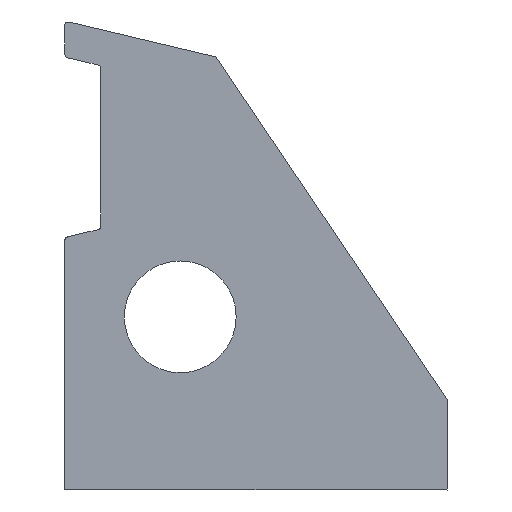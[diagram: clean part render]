
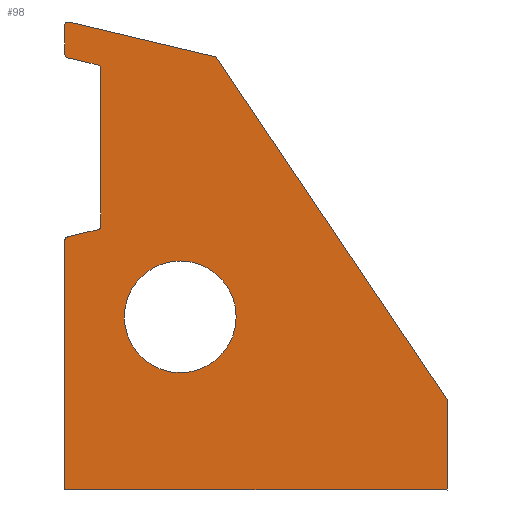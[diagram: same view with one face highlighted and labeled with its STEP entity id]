
A CAD part, front view. The second image highlights one B-rep face of the part: STEP entity #98.
In plain terms, the highlighted planar face has unit normal (0, -1, 0).
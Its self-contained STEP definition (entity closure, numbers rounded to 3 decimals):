
#1 = DIRECTION ( 'NONE',  ( 0., 0., 1. ) ) ;
#15 = EDGE_CURVE ( 'NONE', #67, #580, #499, .T. ) ;
#20 = LINE ( 'NONE', #390, #566 ) ;
#22 = EDGE_CURVE ( 'NONE', #372, #158, #489, .T. ) ;
#31 = DIRECTION ( 'NONE',  ( 0., 0., 1. ) ) ;
#38 = DIRECTION ( 'NONE',  ( 0., 1., 0. ) ) ;
#40 = CARTESIAN_POINT ( 'NONE',  ( -3.1, -2.7, 2.121 ) ) ;
#42 = CARTESIAN_POINT ( 'NONE',  ( 0., -2.7, 0. ) ) ;
#45 = CARTESIAN_POINT ( 'NONE',  ( -2.277, -2.7, 6.98 ) ) ;
#47 = EDGE_CURVE ( 'NONE', #158, #372, #136, .T. ) ;
#49 = CARTESIAN_POINT ( 'NONE',  ( -3.1, -2.7, 8.073 ) ) ;
#52 = ORIENTED_EDGE ( 'NONE', *, *, #77, .F. ) ;
#55 = DIRECTION ( 'NONE',  ( 0.973, 0., 0.232 ) ) ;
#56 = EDGE_CURVE ( 'NONE', #533, #417, #214, .T. ) ;
#57 = VERTEX_POINT ( 'NONE', #414 ) ;
#60 = ORIENTED_EDGE ( 'NONE', *, *, #15, .F. ) ;
#67 = VERTEX_POINT ( 'NONE', #323 ) ;
#76 = DIRECTION ( 'NONE',  ( 0.973, 0., -0.232 ) ) ;
#77 = EDGE_CURVE ( 'NONE', #332, #252, #604, .T. ) ;
#79 = AXIS2_PLACEMENT_3D ( 'NONE', #267, #452, #558 ) ;
#82 = ORIENTED_EDGE ( 'NONE', *, *, #90, .T. ) ;
#84 = CARTESIAN_POINT ( 'NONE',  ( 1., -2.7, 7.2 ) ) ;
#90 = EDGE_CURVE ( 'NONE', #205, #257, #422, .T. ) ;
#93 = LINE ( 'NONE', #334, #544 ) ;
#98 = ADVANCED_FACE ( 'NONE', ( #607, #359 ), #221, .F. ) ;
#99 = DIRECTION ( 'NONE',  ( 0., 1., 0. ) ) ;
#100 = ORIENTED_EDGE ( 'NONE', *, *, #556, .F. ) ;
#104 = DIRECTION ( 'NONE',  ( 0., 1., 0. ) ) ;
#109 = ORIENTED_EDGE ( 'NONE', *, *, #245, .F. ) ;
#117 = ORIENTED_EDGE ( 'NONE', *, *, #191, .T. ) ;
#118 = CARTESIAN_POINT ( 'NONE',  ( 7.4, -2.7, -4.8 ) ) ;
#121 = CARTESIAN_POINT ( 'NONE',  ( -3.077, -2.7, 8.171 ) ) ;
#134 = CARTESIAN_POINT ( 'NONE',  ( -2.3, -2.7, 2.517 ) ) ;
#135 = CARTESIAN_POINT ( 'NONE',  ( -3.2, -2.7, 7.279 ) ) ;
#136 = CIRCLE ( 'NONE', #156, 1.55 ) ;
#146 = LINE ( 'NONE', #524, #365 ) ;
#147 = VERTEX_POINT ( 'NONE', #45 ) ;
#154 = EDGE_CURVE ( 'NONE', #417, #57, #146, .T. ) ;
#156 = AXIS2_PLACEMENT_3D ( 'NONE', #42, #548, #553 ) ;
#158 = VERTEX_POINT ( 'NONE', #377 ) ;
#168 = EDGE_CURVE ( 'NONE', #67, #591, #235, .T. ) ;
#180 = CARTESIAN_POINT ( 'NONE',  ( -2.3, -2.7, 6.883 ) ) ;
#185 = DIRECTION ( 'NONE',  ( 0., 0., 1. ) ) ;
#188 = EDGE_LOOP ( 'NONE', ( #100, #82, #539, #254, #440, #210, #52, #593, #321, #198, #109, #117, #60, #343 ) ) ;
#189 = DIRECTION ( 'NONE',  ( 0., 0., 1. ) ) ;
#191 = EDGE_CURVE ( 'NONE', #147, #580, #215, .T. ) ;
#198 = ORIENTED_EDGE ( 'NONE', *, *, #270, .T. ) ;
#199 = DIRECTION ( 'NONE',  ( 0., 0., 1. ) ) ;
#205 = VERTEX_POINT ( 'NONE', #516 ) ;
#210 = ORIENTED_EDGE ( 'NONE', *, *, #436, .F. ) ;
#212 = ORIENTED_EDGE ( 'NONE', *, *, #47, .T. ) ;
#213 = CARTESIAN_POINT ( 'NONE',  ( -3.2, -2.7, 2.121 ) ) ;
#214 = LINE ( 'NONE', #510, #577 ) ;
#215 = CIRCLE ( 'NONE', #306, 0.1 ) ;
#221 = PLANE ( 'NONE',  #79 ) ;
#225 = AXIS2_PLACEMENT_3D ( 'NONE', #49, #420, #1 ) ;
#226 = DIRECTION ( 'NONE',  ( 0., 0., -1. ) ) ;
#227 = LINE ( 'NONE', #557, #536 ) ;
#235 = CIRCLE ( 'NONE', #404, 0.1 ) ;
#242 = LINE ( 'NONE', #246, #589 ) ;
#245 = EDGE_CURVE ( 'NONE', #147, #590, #93, .T. ) ;
#246 = CARTESIAN_POINT ( 'NONE',  ( -3.2, -2.7, 8.2 ) ) ;
#252 = VERTEX_POINT ( 'NONE', #471 ) ;
#253 = EDGE_CURVE ( 'NONE', #332, #529, #496, .T. ) ;
#254 = ORIENTED_EDGE ( 'NONE', *, *, #154, .F. ) ;
#257 = VERTEX_POINT ( 'NONE', #213 ) ;
#262 = DIRECTION ( 'NONE',  ( 0., 0., 1. ) ) ;
#267 = CARTESIAN_POINT ( 'NONE',  ( 0., -2.7, 0. ) ) ;
#270 = EDGE_CURVE ( 'NONE', #431, #590, #277, .T. ) ;
#272 = ORIENTED_EDGE ( 'NONE', *, *, #22, .T. ) ;
#277 = CIRCLE ( 'NONE', #357, 0.1 ) ;
#289 = DIRECTION ( 'NONE',  ( -0.973, 0., 0.232 ) ) ;
#304 = CARTESIAN_POINT ( 'NONE',  ( 0., -2.7, 1.55 ) ) ;
#306 = AXIS2_PLACEMENT_3D ( 'NONE', #180, #104, #185 ) ;
#309 = CARTESIAN_POINT ( 'NONE',  ( 0., -2.7, 0. ) ) ;
#312 = DIRECTION ( 'NONE',  ( 0., -1., 0. ) ) ;
#321 = ORIENTED_EDGE ( 'NONE', *, *, #605, .F. ) ;
#323 = CARTESIAN_POINT ( 'NONE',  ( -2.2, -2.7, 2.517 ) ) ;
#332 = VERTEX_POINT ( 'NONE', #121 ) ;
#334 = CARTESIAN_POINT ( 'NONE',  ( -2.2, -2.7, 6.962 ) ) ;
#342 = CARTESIAN_POINT ( 'NONE',  ( -2.2, -2.7, 6.883 ) ) ;
#343 = ORIENTED_EDGE ( 'NONE', *, *, #168, .T. ) ;
#345 = AXIS2_PLACEMENT_3D ( 'NONE', #309, #38, #31 ) ;
#357 = AXIS2_PLACEMENT_3D ( 'NONE', #503, #312, #199 ) ;
#359 = FACE_BOUND ( 'NONE', #551, .T. ) ;
#365 = VECTOR ( 'NONE', #568, 1000. ) ;
#367 = DIRECTION ( 'NONE',  ( 0., 0., 1. ) ) ;
#368 = DIRECTION ( 'NONE',  ( 0.559, 0., -0.829 ) ) ;
#372 = VERTEX_POINT ( 'NONE', #304 ) ;
#377 = CARTESIAN_POINT ( 'NONE',  ( 0., -2.7, -1.55 ) ) ;
#390 = CARTESIAN_POINT ( 'NONE',  ( -3.2, -2.7, 2.2 ) ) ;
#404 = AXIS2_PLACEMENT_3D ( 'NONE', #134, #99, #480 ) ;
#414 = CARTESIAN_POINT ( 'NONE',  ( -3.2, -2.7, -4.8 ) ) ;
#415 = LINE ( 'NONE', #509, #478 ) ;
#417 = VERTEX_POINT ( 'NONE', #118 ) ;
#420 = DIRECTION ( 'NONE',  ( 0., -1., 0. ) ) ;
#422 = CIRCLE ( 'NONE', #466, 0.1 ) ;
#431 = VERTEX_POINT ( 'NONE', #135 ) ;
#436 = EDGE_CURVE ( 'NONE', #252, #533, #227, .T. ) ;
#440 = ORIENTED_EDGE ( 'NONE', *, *, #56, .F. ) ;
#452 = DIRECTION ( 'NONE',  ( 0., 1., 0. ) ) ;
#461 = CARTESIAN_POINT ( 'NONE',  ( -2.2, -2.7, 2.438 ) ) ;
#462 = CARTESIAN_POINT ( 'NONE',  ( -3.2, -2.7, 8.073 ) ) ;
#464 = EDGE_CURVE ( 'NONE', #57, #257, #415, .T. ) ;
#466 = AXIS2_PLACEMENT_3D ( 'NONE', #40, #599, #367 ) ;
#471 = CARTESIAN_POINT ( 'NONE',  ( 1., -2.7, 7.2 ) ) ;
#477 = VECTOR ( 'NONE', #76, 1000. ) ;
#478 = VECTOR ( 'NONE', #606, 1000. ) ;
#480 = DIRECTION ( 'NONE',  ( 0., 0., 1. ) ) ;
#482 = CARTESIAN_POINT ( 'NONE',  ( -3.123, -2.7, 7.182 ) ) ;
#489 = CIRCLE ( 'NONE', #345, 1.55 ) ;
#496 = CIRCLE ( 'NONE', #225, 0.1 ) ;
#499 = LINE ( 'NONE', #461, #598 ) ;
#503 = CARTESIAN_POINT ( 'NONE',  ( -3.1, -2.7, 7.279 ) ) ;
#509 = CARTESIAN_POINT ( 'NONE',  ( -3.2, -2.7, -4.8 ) ) ;
#510 = CARTESIAN_POINT ( 'NONE',  ( 7.4, -2.7, -4.8 ) ) ;
#516 = CARTESIAN_POINT ( 'NONE',  ( -3.123, -2.7, 2.218 ) ) ;
#524 = CARTESIAN_POINT ( 'NONE',  ( -3.2, -2.7, -4.8 ) ) ;
#529 = VERTEX_POINT ( 'NONE', #462 ) ;
#533 = VERTEX_POINT ( 'NONE', #615 ) ;
#536 = VECTOR ( 'NONE', #368, 1000. ) ;
#539 = ORIENTED_EDGE ( 'NONE', *, *, #464, .F. ) ;
#544 = VECTOR ( 'NONE', #289, 1000. ) ;
#548 = DIRECTION ( 'NONE',  ( 0., 1., 0. ) ) ;
#551 = EDGE_LOOP ( 'NONE', ( #212, #272 ) ) ;
#553 = DIRECTION ( 'NONE',  ( 0., 0., 1. ) ) ;
#556 = EDGE_CURVE ( 'NONE', #205, #591, #20, .T. ) ;
#557 = CARTESIAN_POINT ( 'NONE',  ( 7.4, -2.7, -2.3 ) ) ;
#558 = DIRECTION ( 'NONE',  ( 0., 0., 1. ) ) ;
#566 = VECTOR ( 'NONE', #55, 1000. ) ;
#568 = DIRECTION ( 'NONE',  ( -1., 0., 0. ) ) ;
#576 = CARTESIAN_POINT ( 'NONE',  ( -2.277, -2.7, 2.42 ) ) ;
#577 = VECTOR ( 'NONE', #226, 1000. ) ;
#580 = VERTEX_POINT ( 'NONE', #342 ) ;
#589 = VECTOR ( 'NONE', #189, 1000. ) ;
#590 = VERTEX_POINT ( 'NONE', #482 ) ;
#591 = VERTEX_POINT ( 'NONE', #576 ) ;
#593 = ORIENTED_EDGE ( 'NONE', *, *, #253, .T. ) ;
#598 = VECTOR ( 'NONE', #262, 1000. ) ;
#599 = DIRECTION ( 'NONE',  ( 0., -1., 0. ) ) ;
#604 = LINE ( 'NONE', #84, #477 ) ;
#605 = EDGE_CURVE ( 'NONE', #431, #529, #242, .T. ) ;
#606 = DIRECTION ( 'NONE',  ( 0., 0., 1. ) ) ;
#607 = FACE_OUTER_BOUND ( 'NONE', #188, .T. ) ;
#615 = CARTESIAN_POINT ( 'NONE',  ( 7.4, -2.7, -2.3 ) ) ;
